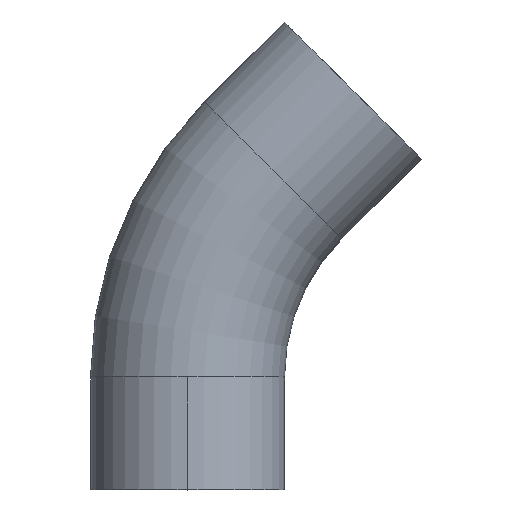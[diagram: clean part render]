
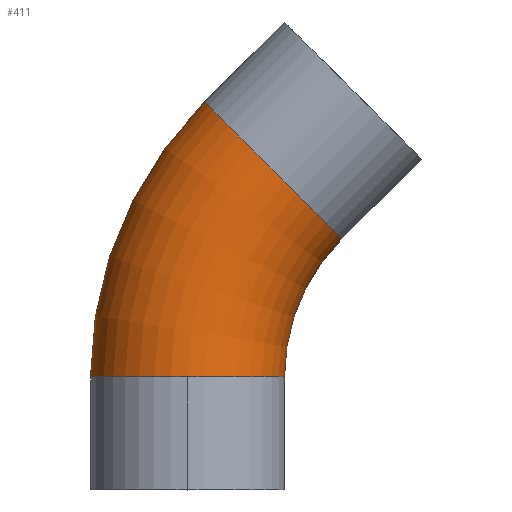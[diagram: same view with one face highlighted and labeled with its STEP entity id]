
A CAD part, top view. The second image highlights one B-rep face of the part: STEP entity #411.
In plain terms, the highlighted toroidal (fillet/blend) face has major radius 153 mm and minor radius 50.8 mm.
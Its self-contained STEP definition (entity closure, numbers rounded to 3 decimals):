
#7 = EDGE_CURVE ( 'NONE', #414, #23, #365, .T. ) ;
#19 = AXIS2_PLACEMENT_3D ( 'NONE', #223, #373, #227 ) ;
#23 = VERTEX_POINT ( 'NONE', #317 ) ;
#28 = ORIENTED_EDGE ( 'NONE', *, *, #7, .F. ) ;
#43 = DIRECTION ( 'NONE',  ( 0., 0., 1. ) ) ;
#53 = AXIS2_PLACEMENT_3D ( 'NONE', #271, #166, #427 ) ;
#62 = AXIS2_PLACEMENT_3D ( 'NONE', #463, #81, #43 ) ;
#81 = DIRECTION ( 'NONE',  ( 0.707, 0.707, 0. ) ) ;
#83 = DIRECTION ( 'NONE',  ( -1., 0., 0. ) ) ;
#92 = CARTESIAN_POINT ( 'NONE',  ( 50.8, 59.1, 0. ) ) ;
#96 = VERTEX_POINT ( 'NONE', #92 ) ;
#114 = CIRCLE ( 'NONE', #395, 203.8 ) ;
#117 = FACE_OUTER_BOUND ( 'NONE', #303, .T. ) ;
#120 = DIRECTION ( 'NONE',  ( 0., 0., -1. ) ) ;
#125 = EDGE_CURVE ( 'NONE', #321, #145, #444, .T. ) ;
#145 = VERTEX_POINT ( 'NONE', #304 ) ;
#166 = DIRECTION ( 'NONE',  ( 0., 1., 0. ) ) ;
#196 = DIRECTION ( 'NONE',  ( -1., 0., 0. ) ) ;
#201 = TOROIDAL_SURFACE ( 'NONE', #339, 153., 50.8 ) ;
#223 = CARTESIAN_POINT ( 'NONE',  ( 0., 59.1, 0. ) ) ;
#227 = DIRECTION ( 'NONE',  ( 0., 0., 1. ) ) ;
#249 = AXIS2_PLACEMENT_3D ( 'NONE', #270, #457, #196 ) ;
#251 = ORIENTED_EDGE ( 'NONE', *, *, #125, .T. ) ;
#268 = CIRCLE ( 'NONE', #53, 50.8 ) ;
#270 = CARTESIAN_POINT ( 'NONE',  ( 153., 59.1, 0. ) ) ;
#271 = CARTESIAN_POINT ( 'NONE',  ( 0., 59.1, 0. ) ) ;
#275 = EDGE_CURVE ( 'NONE', #96, #23, #302, .T. ) ;
#278 = CARTESIAN_POINT ( 'NONE',  ( -50.8, 59.1, 0. ) ) ;
#297 = DIRECTION ( 'NONE',  ( -1., 0., 0. ) ) ;
#302 = CIRCLE ( 'NONE', #249, 102.2 ) ;
#303 = EDGE_LOOP ( 'NONE', ( #379, #251, #360, #377, #28 ) ) ;
#304 = CARTESIAN_POINT ( 'NONE',  ( 0., 59.1, 50.8 ) ) ;
#315 = EDGE_CURVE ( 'NONE', #145, #96, #268, .T. ) ;
#316 = CARTESIAN_POINT ( 'NONE',  ( 8.892, 203.208, 0. ) ) ;
#317 = CARTESIAN_POINT ( 'NONE',  ( 80.734, 131.366, 0. ) ) ;
#321 = VERTEX_POINT ( 'NONE', #278 ) ;
#339 = AXIS2_PLACEMENT_3D ( 'NONE', #464, #120, #83 ) ;
#360 = ORIENTED_EDGE ( 'NONE', *, *, #315, .T. ) ;
#365 = CIRCLE ( 'NONE', #62, 50.8 ) ;
#373 = DIRECTION ( 'NONE',  ( 0., 1., 0. ) ) ;
#377 = ORIENTED_EDGE ( 'NONE', *, *, #275, .T. ) ;
#379 = ORIENTED_EDGE ( 'NONE', *, *, #448, .F. ) ;
#395 = AXIS2_PLACEMENT_3D ( 'NONE', #484, #439, #297 ) ;
#411 = ADVANCED_FACE ( 'NONE', ( #117 ), #201, .T. ) ;
#414 = VERTEX_POINT ( 'NONE', #316 ) ;
#427 = DIRECTION ( 'NONE',  ( 0., 0., 1. ) ) ;
#439 = DIRECTION ( 'NONE',  ( 0., 0., -1. ) ) ;
#444 = CIRCLE ( 'NONE', #19, 50.8 ) ;
#448 = EDGE_CURVE ( 'NONE', #321, #414, #114, .T. ) ;
#457 = DIRECTION ( 'NONE',  ( 0., 0., -1. ) ) ;
#463 = CARTESIAN_POINT ( 'NONE',  ( 44.813, 167.287, 0. ) ) ;
#464 = CARTESIAN_POINT ( 'NONE',  ( 153., 59.1, 0. ) ) ;
#484 = CARTESIAN_POINT ( 'NONE',  ( 153., 59.1, 0. ) ) ;
